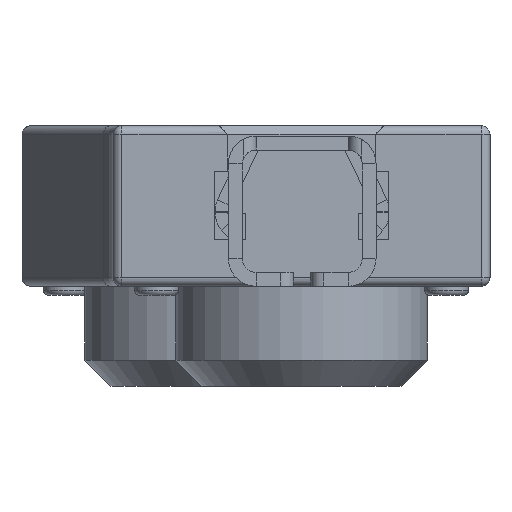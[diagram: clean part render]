
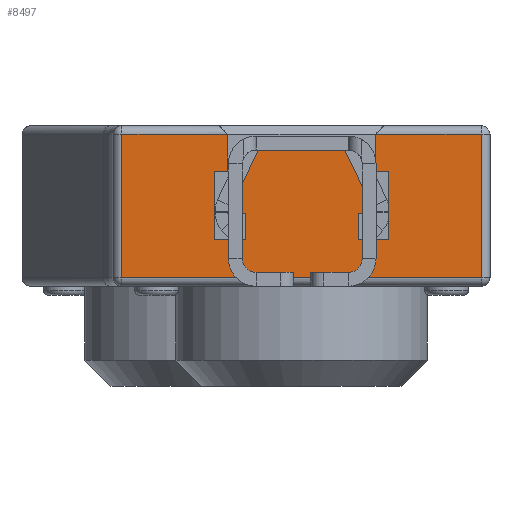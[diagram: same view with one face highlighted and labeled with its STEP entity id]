
A CAD part, left-side view. The second image highlights one B-rep face of the part: STEP entity #8497.
In plain terms, the highlighted planar face has unit normal (-1, 0, 0).
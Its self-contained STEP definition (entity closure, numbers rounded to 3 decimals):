
#485=PLANE('',#9045);
#912=FACE_OUTER_BOUND('',#1457,.T.);
#1457=EDGE_LOOP('',(#6533,#6534,#6535,#6536,#6537,#6538,#6539,#6540,#6541,
#6542,#6543,#6544,#6545,#6546,#6547,#6548,#6549,#6550,#6551,#6552));
#2142=LINE('',#13265,#3084);
#2147=LINE('',#13281,#3089);
#2149=LINE('',#13291,#3091);
#2151=LINE('',#13300,#3093);
#2152=LINE('',#13302,#3094);
#2153=LINE('',#13304,#3095);
#2154=LINE('',#13306,#3096);
#2155=LINE('',#13308,#3097);
#2156=LINE('',#13310,#3098);
#2157=LINE('',#13312,#3099);
#2158=LINE('',#13314,#3100);
#2159=LINE('',#13316,#3101);
#2160=LINE('',#13318,#3102);
#2161=LINE('',#13320,#3103);
#2162=LINE('',#13322,#3104);
#2163=LINE('',#13324,#3105);
#2164=LINE('',#13326,#3106);
#2165=LINE('',#13328,#3107);
#2166=LINE('',#13330,#3108);
#2167=LINE('',#13331,#3109);
#3084=VECTOR('',#10153,10.);
#3089=VECTOR('',#10172,10.);
#3091=VECTOR('',#10184,10.);
#3093=VECTOR('',#10196,10.);
#3094=VECTOR('',#10197,10.);
#3095=VECTOR('',#10198,10.);
#3096=VECTOR('',#10199,10.);
#3097=VECTOR('',#10200,10.);
#3098=VECTOR('',#10201,10.);
#3099=VECTOR('',#10202,10.);
#3100=VECTOR('',#10203,10.);
#3101=VECTOR('',#10204,10.);
#3102=VECTOR('',#10205,10.);
#3103=VECTOR('',#10206,10.);
#3104=VECTOR('',#10207,10.);
#3105=VECTOR('',#10208,10.);
#3106=VECTOR('',#10209,10.);
#3107=VECTOR('',#10210,10.);
#3108=VECTOR('',#10211,10.);
#3109=VECTOR('',#10212,10.);
#4089=VERTEX_POINT('',#13255);
#4092=VERTEX_POINT('',#13263);
#4096=VERTEX_POINT('',#13280);
#4099=VERTEX_POINT('',#13290);
#4101=VERTEX_POINT('',#13299);
#4102=VERTEX_POINT('',#13301);
#4103=VERTEX_POINT('',#13303);
#4104=VERTEX_POINT('',#13305);
#4105=VERTEX_POINT('',#13307);
#4106=VERTEX_POINT('',#13309);
#4107=VERTEX_POINT('',#13311);
#4108=VERTEX_POINT('',#13313);
#4109=VERTEX_POINT('',#13315);
#4110=VERTEX_POINT('',#13317);
#4111=VERTEX_POINT('',#13319);
#4112=VERTEX_POINT('',#13321);
#4113=VERTEX_POINT('',#13323);
#4114=VERTEX_POINT('',#13325);
#4115=VERTEX_POINT('',#13327);
#4116=VERTEX_POINT('',#13329);
#4943=EDGE_CURVE('',#4092,#4089,#2142,.T.);
#4951=EDGE_CURVE('',#4089,#4096,#2147,.T.);
#4956=EDGE_CURVE('',#4096,#4099,#2149,.T.);
#4961=EDGE_CURVE('',#4101,#4092,#2151,.T.);
#4962=EDGE_CURVE('',#4102,#4101,#2152,.T.);
#4963=EDGE_CURVE('',#4103,#4102,#2153,.T.);
#4964=EDGE_CURVE('',#4103,#4104,#2154,.T.);
#4965=EDGE_CURVE('',#4104,#4105,#2155,.T.);
#4966=EDGE_CURVE('',#4105,#4106,#2156,.T.);
#4967=EDGE_CURVE('',#4106,#4107,#2157,.T.);
#4968=EDGE_CURVE('',#4107,#4108,#2158,.T.);
#4969=EDGE_CURVE('',#4108,#4109,#2159,.T.);
#4970=EDGE_CURVE('',#4109,#4110,#2160,.T.);
#4971=EDGE_CURVE('',#4110,#4111,#2161,.T.);
#4972=EDGE_CURVE('',#4111,#4112,#2162,.T.);
#4973=EDGE_CURVE('',#4112,#4113,#2163,.T.);
#4974=EDGE_CURVE('',#4113,#4114,#2164,.T.);
#4975=EDGE_CURVE('',#4115,#4114,#2165,.T.);
#4976=EDGE_CURVE('',#4116,#4115,#2166,.T.);
#4977=EDGE_CURVE('',#4099,#4116,#2167,.T.);
#6533=ORIENTED_EDGE('',*,*,#4943,.F.);
#6534=ORIENTED_EDGE('',*,*,#4961,.F.);
#6535=ORIENTED_EDGE('',*,*,#4962,.F.);
#6536=ORIENTED_EDGE('',*,*,#4963,.F.);
#6537=ORIENTED_EDGE('',*,*,#4964,.T.);
#6538=ORIENTED_EDGE('',*,*,#4965,.T.);
#6539=ORIENTED_EDGE('',*,*,#4966,.T.);
#6540=ORIENTED_EDGE('',*,*,#4967,.T.);
#6541=ORIENTED_EDGE('',*,*,#4968,.T.);
#6542=ORIENTED_EDGE('',*,*,#4969,.T.);
#6543=ORIENTED_EDGE('',*,*,#4970,.T.);
#6544=ORIENTED_EDGE('',*,*,#4971,.T.);
#6545=ORIENTED_EDGE('',*,*,#4972,.T.);
#6546=ORIENTED_EDGE('',*,*,#4973,.T.);
#6547=ORIENTED_EDGE('',*,*,#4974,.T.);
#6548=ORIENTED_EDGE('',*,*,#4975,.F.);
#6549=ORIENTED_EDGE('',*,*,#4976,.F.);
#6550=ORIENTED_EDGE('',*,*,#4977,.F.);
#6551=ORIENTED_EDGE('',*,*,#4956,.F.);
#6552=ORIENTED_EDGE('',*,*,#4951,.F.);
#8497=ADVANCED_FACE('',(#912),#485,.T.);
#9045=AXIS2_PLACEMENT_3D('',#13298,#10194,#10195);
#10153=DIRECTION('',(0.,0.,-1.));
#10172=DIRECTION('',(0.,1.,0.));
#10184=DIRECTION('',(0.,0.,1.));
#10194=DIRECTION('center_axis',(-1.,0.,0.));
#10195=DIRECTION('ref_axis',(0.,-1.,0.));
#10196=DIRECTION('',(0.,-1.,0.));
#10197=DIRECTION('',(0.,0.,1.));
#10198=DIRECTION('',(0.,1.,0.));
#10199=DIRECTION('',(0.,0.,-1.));
#10200=DIRECTION('',(0.,1.,0.));
#10201=DIRECTION('',(0.,0.,1.));
#10202=DIRECTION('',(0.,-1.,0.));
#10203=DIRECTION('',(0.,0.432,0.902));
#10204=DIRECTION('',(0.,1.,0.));
#10205=DIRECTION('',(0.,0.432,-0.902));
#10206=DIRECTION('',(0.,-1.,0.));
#10207=DIRECTION('',(0.,0.,-1.));
#10208=DIRECTION('',(0.,1.,0.));
#10209=DIRECTION('',(0.,0.,1.));
#10210=DIRECTION('',(0.,1.,0.));
#10211=DIRECTION('',(0.,0.,-1.));
#10212=DIRECTION('',(0.,-1.,0.));
#13255=CARTESIAN_POINT('',(-6.82,2.63,0.1));
#13263=CARTESIAN_POINT('',(-6.82,2.63,1.75));
#13265=CARTESIAN_POINT('',(-6.82,2.63,0.));
#13280=CARTESIAN_POINT('',(-6.82,6.77,0.1));
#13281=CARTESIAN_POINT('',(-6.82,6.048,0.1));
#13290=CARTESIAN_POINT('',(-6.82,6.77,1.75));
#13291=CARTESIAN_POINT('',(-6.82,6.77,0.));
#13298=CARTESIAN_POINT('Origin',(-6.82,6.87,0.));
#13299=CARTESIAN_POINT('',(-6.82,3.85,1.75));
#13300=CARTESIAN_POINT('',(-6.82,6.048,1.75));
#13301=CARTESIAN_POINT('',(-6.82,3.85,1.325));
#13302=CARTESIAN_POINT('',(-6.82,3.85,1.325));
#13303=CARTESIAN_POINT('',(-6.82,3.7,1.325));
#13304=CARTESIAN_POINT('',(-6.82,3.7,1.325));
#13305=CARTESIAN_POINT('',(-6.82,3.7,0.535));
#13306=CARTESIAN_POINT('',(-6.82,3.7,0.925));
#13307=CARTESIAN_POINT('',(-6.82,4.05,0.535));
#13308=CARTESIAN_POINT('',(-6.82,5.785,0.535));
#13309=CARTESIAN_POINT('',(-6.82,4.05,0.835));
#13310=CARTESIAN_POINT('',(-6.82,4.05,1.342));
#13311=CARTESIAN_POINT('',(-6.82,3.85,0.835));
#13312=CARTESIAN_POINT('',(-6.82,3.775,0.835));
#13313=CARTESIAN_POINT('',(-6.82,4.2,1.565));
#13314=CARTESIAN_POINT('',(-6.82,4.209,1.583));
#13315=CARTESIAN_POINT('',(-6.82,5.2,1.565));
#13316=CARTESIAN_POINT('',(-6.82,4.45,1.565));
#13317=CARTESIAN_POINT('',(-6.82,5.55,0.835));
#13318=CARTESIAN_POINT('',(-6.82,5.179,1.608));
#13319=CARTESIAN_POINT('',(-6.82,5.35,0.835));
#13320=CARTESIAN_POINT('',(-6.82,4.525,0.835));
#13321=CARTESIAN_POINT('',(-6.82,5.35,0.535));
#13322=CARTESIAN_POINT('',(-6.82,5.35,1.192));
#13323=CARTESIAN_POINT('',(-6.82,5.7,0.535));
#13324=CARTESIAN_POINT('',(-6.82,5.785,0.535));
#13325=CARTESIAN_POINT('',(-6.82,5.7,1.325));
#13326=CARTESIAN_POINT('',(-6.82,5.7,0.925));
#13327=CARTESIAN_POINT('',(-6.82,5.55,1.325));
#13328=CARTESIAN_POINT('',(-6.82,5.55,1.325));
#13329=CARTESIAN_POINT('',(-6.82,5.55,1.75));
#13330=CARTESIAN_POINT('',(-6.82,5.55,1.85));
#13331=CARTESIAN_POINT('',(-6.82,6.048,1.75));
